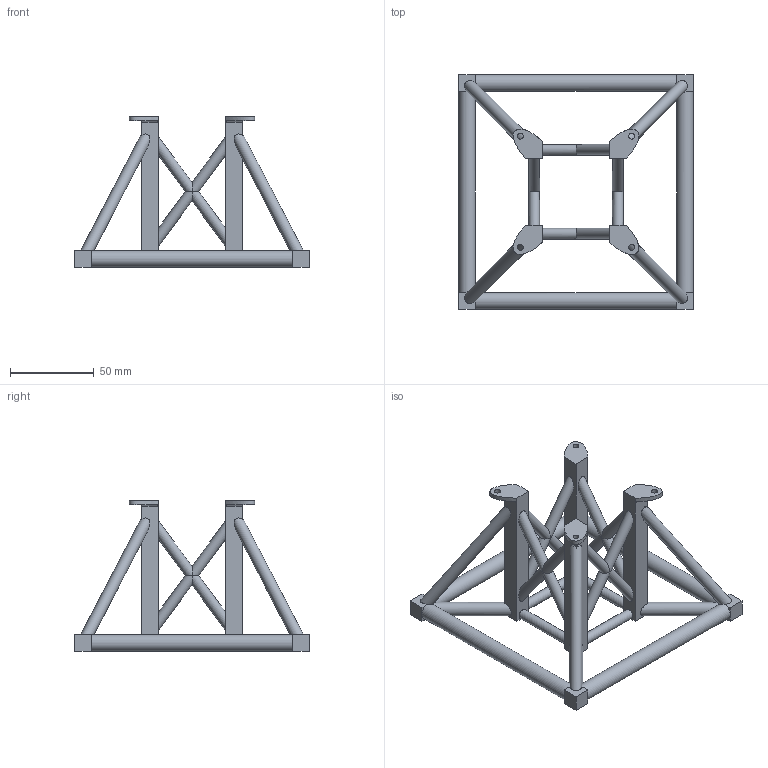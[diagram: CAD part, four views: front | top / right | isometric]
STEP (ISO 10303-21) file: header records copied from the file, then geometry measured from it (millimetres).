
FILE_DESCRIPTION(/* description */ (''),/* implementation_level */ '2;1');
FILE_NAME(/* name */ 'Base.step',/* time_stamp */ '2025-11-05T20:17:01+07:00',/* author */ (''),/* organization */ (''),/* preprocessor_version */ 'ST-DEVELOPER v20.1',/* originating_system */ 'Autodesk Translation Framework v14.17.0.0',/* authorisation */ '');
FILE_SCHEMA (('AUTOMOTIVE_DESIGN { 1 0 10303 214 3 1 1 }'));
Length unit declared in the file: millimetre
Products named in the file (1): Base
Bounding box: 140 x 140 x 90 mm (x, y, z)
Volume: 121600.1 mm3; surface area: 56093.6 mm2
Topology: 1 solids, 1 shells, 132 faces, 420 edges, 252 vertices
Faces by surface type: plane 76, cylinder 44, cone 8, bspline 4
Full cylindrical faces by diameter (mm): 3.5 x4, 6 x4, 6.5 x16, 7 x4, 8 x4, 10 x4
Entity records: 5033 total; most frequent: CARTESIAN_POINT 1205, ORIENTED_EDGE 824, DIRECTION 814, EDGE_CURVE 412, AXIS2_PLACEMENT_3D 309, VERTEX_POINT 252, LINE 196, VECTOR 196
